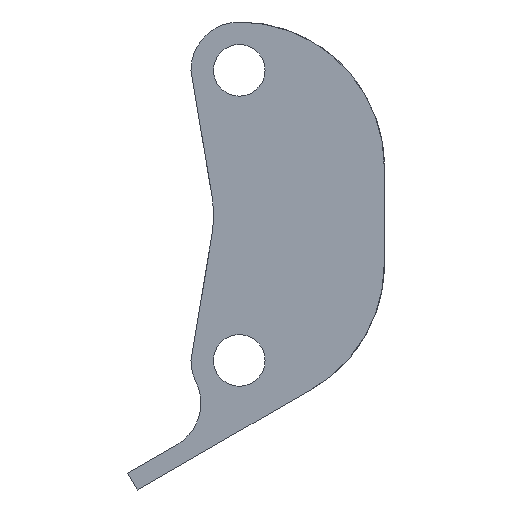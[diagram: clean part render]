
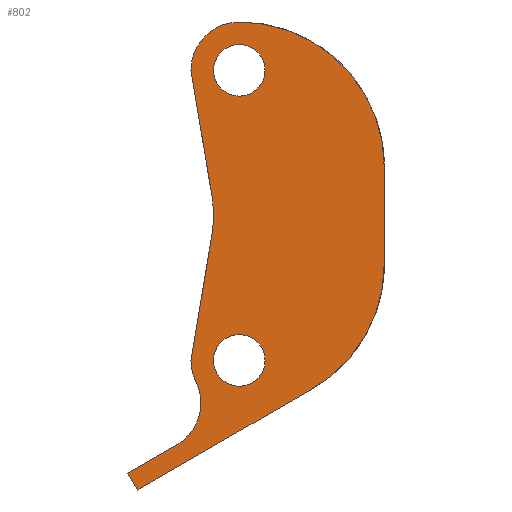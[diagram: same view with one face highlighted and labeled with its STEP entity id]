
A CAD part, front view. The second image highlights one B-rep face of the part: STEP entity #802.
In plain terms, the highlighted planar face has unit normal (0, -1, 0).
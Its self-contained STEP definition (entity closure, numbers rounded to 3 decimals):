
#51=FACE_BOUND('',#143,.T.);
#52=FACE_BOUND('',#144,.T.);
#94=FACE_OUTER_BOUND('',#142,.T.);
#142=EDGE_LOOP('',(#724,#725,#726,#727,#728,#729,#730,#731,#732,#733,#734,
#735,#736));
#143=EDGE_LOOP('',(#737));
#144=EDGE_LOOP('',(#738));
#171=CIRCLE('',#873,9.);
#172=CIRCLE('',#875,3.);
#175=CIRCLE('',#886,9.);
#176=CIRCLE('',#888,1.6);
#177=CIRCLE('',#890,1.6);
#178=CIRCLE('',#892,3.);
#179=CIRCLE('',#894,3.);
#180=CIRCLE('',#898,7.);
#225=LINE('',#1303,#295);
#228=LINE('',#1308,#298);
#230=LINE('',#1312,#300);
#236=LINE('',#1341,#306);
#242=LINE('',#1368,#312);
#249=LINE('',#1391,#319);
#250=LINE('',#1393,#320);
#295=VECTOR('',#1048,10.);
#298=VECTOR('',#1053,10.);
#300=VECTOR('',#1057,10.);
#306=VECTOR('',#1077,10.);
#312=VECTOR('',#1097,10.);
#319=VECTOR('',#1126,10.);
#320=VECTOR('',#1129,10.);
#374=VERTEX_POINT('',#1300);
#375=VERTEX_POINT('',#1302);
#376=VERTEX_POINT('',#1306);
#377=VERTEX_POINT('',#1310);
#380=VERTEX_POINT('',#1325);
#381=VERTEX_POINT('',#1329);
#382=VERTEX_POINT('',#1331);
#385=VERTEX_POINT('',#1339);
#390=VERTEX_POINT('',#1365);
#391=VERTEX_POINT('',#1367);
#392=VERTEX_POINT('',#1371);
#393=VERTEX_POINT('',#1375);
#394=VERTEX_POINT('',#1379);
#395=VERTEX_POINT('',#1383);
#396=VERTEX_POINT('',#1387);
#470=EDGE_CURVE('',#374,#375,#225,.T.);
#473=EDGE_CURVE('',#376,#374,#228,.T.);
#475=EDGE_CURVE('',#376,#377,#230,.T.);
#479=EDGE_CURVE('',#380,#377,#171,.T.);
#481=EDGE_CURVE('',#381,#382,#172,.T.);
#486=EDGE_CURVE('',#385,#381,#236,.T.);
#496=EDGE_CURVE('',#390,#391,#242,.T.);
#498=EDGE_CURVE('',#382,#392,#175,.T.);
#501=EDGE_CURVE('',#393,#393,#176,.T.);
#503=EDGE_CURVE('',#394,#394,#177,.T.);
#505=EDGE_CURVE('',#395,#390,#178,.T.);
#507=EDGE_CURVE('',#395,#396,#179,.T.);
#508=EDGE_CURVE('',#375,#396,#249,.T.);
#509=EDGE_CURVE('',#380,#392,#250,.T.);
#510=EDGE_CURVE('',#385,#391,#180,.T.);
#724=ORIENTED_EDGE('',*,*,#496,.F.);
#725=ORIENTED_EDGE('',*,*,#505,.F.);
#726=ORIENTED_EDGE('',*,*,#507,.T.);
#727=ORIENTED_EDGE('',*,*,#508,.F.);
#728=ORIENTED_EDGE('',*,*,#470,.F.);
#729=ORIENTED_EDGE('',*,*,#473,.F.);
#730=ORIENTED_EDGE('',*,*,#475,.T.);
#731=ORIENTED_EDGE('',*,*,#479,.F.);
#732=ORIENTED_EDGE('',*,*,#509,.T.);
#733=ORIENTED_EDGE('',*,*,#498,.F.);
#734=ORIENTED_EDGE('',*,*,#481,.F.);
#735=ORIENTED_EDGE('',*,*,#486,.F.);
#736=ORIENTED_EDGE('',*,*,#510,.T.);
#737=ORIENTED_EDGE('',*,*,#503,.F.);
#738=ORIENTED_EDGE('',*,*,#501,.F.);
#760=PLANE('',#899);
#802=ADVANCED_FACE('',(#94,#51,#52),#760,.F.);
#873=AXIS2_PLACEMENT_3D('',#1327,#1063,#1064);
#875=AXIS2_PLACEMENT_3D('',#1332,#1068,#1069);
#886=AXIS2_PLACEMENT_3D('',#1372,#1101,#1102);
#888=AXIS2_PLACEMENT_3D('',#1377,#1107,#1108);
#890=AXIS2_PLACEMENT_3D('',#1381,#1112,#1113);
#892=AXIS2_PLACEMENT_3D('',#1385,#1117,#1118);
#894=AXIS2_PLACEMENT_3D('',#1389,#1122,#1123);
#898=AXIS2_PLACEMENT_3D('',#1395,#1132,#1133);
#899=AXIS2_PLACEMENT_3D('',#1396,#1134,#1135);
#1048=DIRECTION('',(-0.5,0.,0.866));
#1053=DIRECTION('',(-0.866,0.,-0.5));
#1057=DIRECTION('',(0.867,0.,0.499));
#1063=DIRECTION('center_axis',(0.,1.,0.));
#1064=DIRECTION('ref_axis',(1.,0.,0.));
#1068=DIRECTION('center_axis',(0.,1.,0.));
#1069=DIRECTION('ref_axis',(-1.,0.,0.));
#1077=DIRECTION('',(-0.164,0.,0.986));
#1097=DIRECTION('',(0.164,0.,0.986));
#1101=DIRECTION('center_axis',(0.,1.,0.));
#1102=DIRECTION('ref_axis',(0.,0.,1.));
#1107=DIRECTION('center_axis',(0.,-1.,0.));
#1108=DIRECTION('ref_axis',(-1.,0.,0.));
#1112=DIRECTION('center_axis',(0.,-1.,0.));
#1113=DIRECTION('ref_axis',(-1.,0.,0.));
#1117=DIRECTION('center_axis',(0.,1.,0.));
#1118=DIRECTION('ref_axis',(-0.898,0.,-0.441));
#1122=DIRECTION('center_axis',(0.,1.,0.));
#1123=DIRECTION('ref_axis',(0.898,0.,0.441));
#1126=DIRECTION('',(0.866,0.,0.5));
#1129=DIRECTION('',(0.,0.,1.));
#1132=DIRECTION('center_axis',(0.,1.,0.));
#1133=DIRECTION('ref_axis',(0.986,0.,0.164));
#1134=DIRECTION('center_axis',(0.,1.,0.));
#1135=DIRECTION('ref_axis',(-1.,0.,0.));
#1300=CARTESIAN_POINT('',(-28.328,1.6,-17.039));
#1302=CARTESIAN_POINT('',(-28.928,1.6,-16.));
#1303=CARTESIAN_POINT('',(-28.328,1.6,-17.039));
#1306=CARTESIAN_POINT('',(-21.4,1.6,-13.039));
#1308=CARTESIAN_POINT('',(-21.4,1.6,-13.039));
#1310=CARTESIAN_POINT('',(-17.51,1.6,-10.8));
#1312=CARTESIAN_POINT('',(-21.4,1.6,-13.039));
#1325=CARTESIAN_POINT('',(-13.,1.6,-3.));
#1327=CARTESIAN_POINT('Origin',(-22.,1.6,-3.));
#1329=CARTESIAN_POINT('',(-25.,1.6,9.));
#1331=CARTESIAN_POINT('',(-22.,1.6,12.));
#1332=CARTESIAN_POINT('Origin',(-22.,1.6,9.));
#1339=CARTESIAN_POINT('',(-23.692,1.6,1.151));
#1341=CARTESIAN_POINT('',(-23.692,1.6,1.151));
#1365=CARTESIAN_POINT('',(-25.,1.6,-9.));
#1367=CARTESIAN_POINT('',(-23.692,1.6,-1.151));
#1368=CARTESIAN_POINT('',(-25.,1.6,-9.));
#1371=CARTESIAN_POINT('',(-13.,1.6,3.));
#1372=CARTESIAN_POINT('Origin',(-22.,1.6,3.));
#1375=CARTESIAN_POINT('',(-20.4,1.6,9.));
#1377=CARTESIAN_POINT('Origin',(-22.,1.6,9.));
#1379=CARTESIAN_POINT('',(-20.4,1.6,-9.));
#1381=CARTESIAN_POINT('Origin',(-22.,1.6,-9.));
#1383=CARTESIAN_POINT('',(-24.693,1.6,-10.323));
#1385=CARTESIAN_POINT('Origin',(-22.,1.6,-9.));
#1387=CARTESIAN_POINT('',(-25.885,1.6,-14.243));
#1389=CARTESIAN_POINT('Origin',(-27.385,1.6,-11.645));
#1391=CARTESIAN_POINT('',(-28.928,1.6,-16.));
#1393=CARTESIAN_POINT('',(-13.,1.6,0.));
#1395=CARTESIAN_POINT('Origin',(-30.597,1.6,0.));
#1396=CARTESIAN_POINT('Origin',(-20.964,1.6,-2.52));
